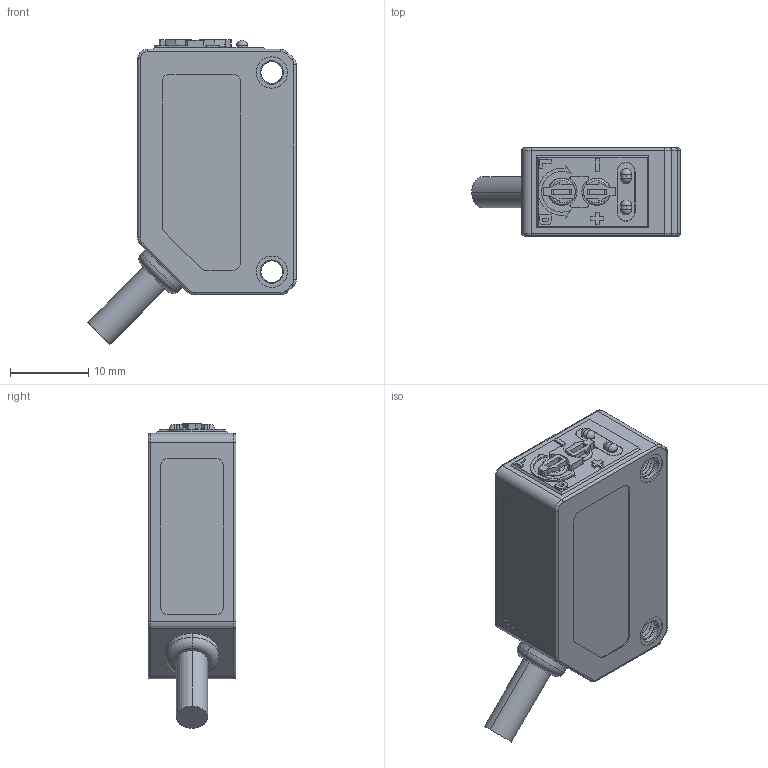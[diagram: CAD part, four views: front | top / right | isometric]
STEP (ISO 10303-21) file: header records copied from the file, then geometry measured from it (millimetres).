
FILE_DESCRIPTION (( 'STEP AP214' ), '1' );
FILE_NAME ('PXPEPTE-R300P_3D.STEP', '2022-11-07T18:01:21', ( '' ), ( '' ), 'SwSTEP 2.0', 'SolidWorks 2022', '' );
FILE_SCHEMA (( 'AUTOMOTIVE_DESIGN' ));
Length unit declared in the file: millimetre
Products named in the file (1): PXPEPTE-R300P_3D
Bounding box: 26.57 x 11.2 x 38.87 mm (x, y, z)
Volume: 6780.2 mm3; surface area: 3126.1 mm2
Topology: 1 solids, 1 shells, 451 faces, 1203 edges, 786 vertices
Faces by surface type: plane 198, cylinder 197, bspline 30, torus 20, sphere 4, cone 2
Entity records: 31469 total; most frequent: CARTESIAN_POINT 20557, ORIENTED_EDGE 2386, DIRECTION 2072, EDGE_CURVE 1193, VERTEX_POINT 781, AXIS2_PLACEMENT_3D 709, LINE 654, VECTOR 654
